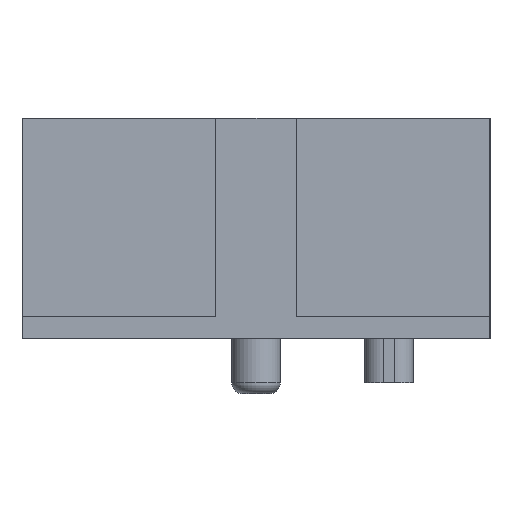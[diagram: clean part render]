
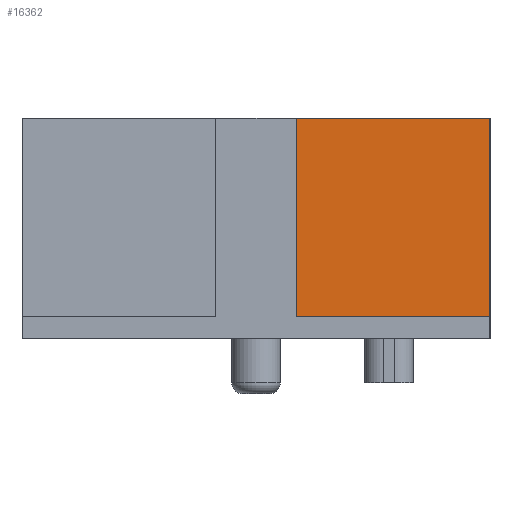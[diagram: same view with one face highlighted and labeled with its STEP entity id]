
A CAD part, left-side view. The second image highlights one B-rep face of the part: STEP entity #16362.
In plain terms, the highlighted planar face has unit normal (-1, 0, 0).
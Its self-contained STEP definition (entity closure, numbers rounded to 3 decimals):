
#376=FACE_OUTER_BOUND($,#1235,.T.);
#1235=EDGE_LOOP($,(#11596,#11597,#11598,#11599));
#1952=LINE($,#22210,#4264);
#2502=LINE($,#23499,#4814);
#2511=LINE($,#23517,#4823);
#2537=LINE($,#23566,#4849);
#4264=VECTOR($,#18003,4.445);
#4814=VECTOR($,#19063,4.547);
#4823=VECTOR($,#19074,4.547);
#4849=VECTOR($,#19120,4.445);
#6576=VERTEX_POINT($,#22207);
#6577=VERTEX_POINT($,#22209);
#7061=VERTEX_POINT($,#23498);
#7069=VERTEX_POINT($,#23516);
#8175=EDGE_CURVE($,#6577,#6576,#1952,.T.);
#8816=EDGE_CURVE($,#6577,#7061,#2502,.T.);
#8825=EDGE_CURVE($,#6576,#7069,#2511,.T.);
#8851=EDGE_CURVE($,#7061,#7069,#2537,.T.);
#11596=ORIENTED_EDGE($,*,*,#8175,.T.);
#11597=ORIENTED_EDGE($,*,*,#8825,.T.);
#11598=ORIENTED_EDGE($,*,*,#8851,.F.);
#11599=ORIENTED_EDGE($,*,*,#8816,.F.);
#15531=PLANE($,#17315);
#16362=ADVANCED_FACE($,(#376),#15531,.F.);
#17315=AXIS2_PLACEMENT_3D($,#23567,#19121,#19122);
#18003=DIRECTION($,(0.,1.,0.));
#19063=DIRECTION($,(0.,0.,-1.));
#19074=DIRECTION($,(0.,0.,-1.));
#19120=DIRECTION($,(0.,1.,0.));
#19121=DIRECTION('center_axis',(1.,0.,0.));
#19122=DIRECTION('ref_axis',(0.,1.,0.));
#22207=CARTESIAN_POINT('',(-28.727,-0.927,5.055));
#22209=CARTESIAN_POINT('',(-28.727,-5.372,5.055));
#22210=CARTESIAN_POINT($,(-28.727,-5.372,5.055));
#23498=CARTESIAN_POINT('',(-28.727,-5.372,0.508));
#23499=CARTESIAN_POINT($,(-28.727,-5.372,5.055));
#23516=CARTESIAN_POINT('',(-28.727,-0.927,0.508));
#23517=CARTESIAN_POINT($,(-28.727,-0.927,5.055));
#23566=CARTESIAN_POINT($,(-28.727,-5.372,0.508));
#23567=CARTESIAN_POINT('Origin',(-28.727,-5.372,5.055));
